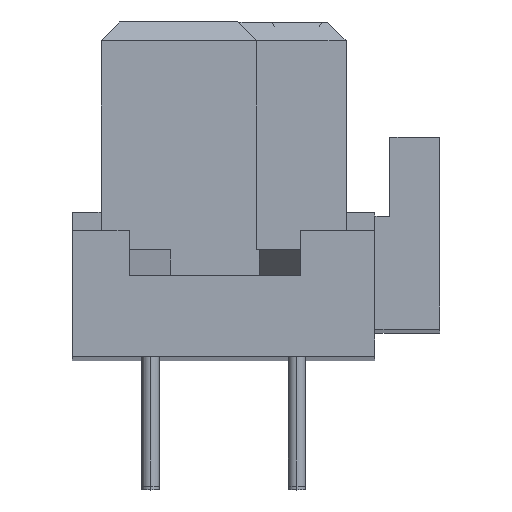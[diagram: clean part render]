
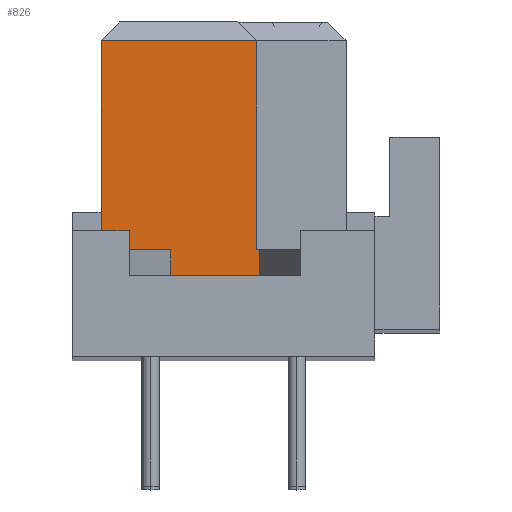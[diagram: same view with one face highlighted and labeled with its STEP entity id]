
A CAD part, top view. The second image highlights one B-rep face of the part: STEP entity #826.
In plain terms, the highlighted free-form (B-spline) face has degree [1, 1] with [2, 2] control points.
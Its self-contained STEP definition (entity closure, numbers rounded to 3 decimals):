
#826=ADVANCED_FACE('F23',(#1203),#1204,.T.);
#1203=FACE_OUTER_BOUND('',#2005,.T.);
#1204=B_SPLINE_SURFACE_WITH_KNOTS('',1,1,((#2006,#2007),(#2008,#2009)),.UNSPECIFIED.,.F.,.F.,.F.,(2,2),(2,2),(0.012,0.988),(0.132,0.788),.UNSPECIFIED.);
#2005=EDGE_LOOP('',(#3241,#3242,#3243,#3244,#3245,#3246,#3247,#3248));
#2006=CARTESIAN_POINT('',(0.999,10.951,89.95));
#2007=CARTESIAN_POINT('',(6.483,10.951,89.95));
#2008=CARTESIAN_POINT('',(0.999,2.799,89.95));
#2009=CARTESIAN_POINT('',(6.483,2.799,89.95));
#3241=ORIENTED_EDGE('',*,*,#4575,.T.);
#3242=ORIENTED_EDGE('',*,*,#4552,.T.);
#3243=ORIENTED_EDGE('',*,*,#4549,.T.);
#3244=ORIENTED_EDGE('',*,*,#4576,.T.);
#3245=ORIENTED_EDGE('',*,*,#4469,.T.);
#3246=ORIENTED_EDGE('',*,*,#4481,.F.);
#3247=ORIENTED_EDGE('',*,*,#4572,.F.);
#3248=ORIENTED_EDGE('',*,*,#4574,.T.);
#4469=EDGE_CURVE('E69',#5257,#5258,#5259,.T.);
#4481=EDGE_CURVE('E70',#5275,#5258,#5277,.T.);
#4549=EDGE_CURVE('E67',#5389,#5390,#5391,.T.);
#4552=EDGE_CURVE('E66',#5394,#5389,#5395,.T.);
#4572=EDGE_CURVE('E71',#5422,#5275,#5424,.T.);
#4574=EDGE_CURVE('E72',#5422,#5425,#5427,.T.);
#4575=EDGE_CURVE('E65',#5425,#5394,#5428,.T.);
#4576=EDGE_CURVE('E68',#5390,#5257,#5429,.T.);
#5257=VERTEX_POINT('V52',#6598);
#5258=VERTEX_POINT('V53',#6599);
#5259=B_SPLINE_CURVE_WITH_KNOTS('',1,(#6600,#6601),.UNSPECIFIED.,.F.,.F.,(2,2),(0.0,1.0),.UNSPECIFIED.);
#5275=VERTEX_POINT('V54',#6627);
#5277=B_SPLINE_CURVE_WITH_KNOTS('',1,(#6630,#6631),.UNSPECIFIED.,.F.,.F.,(2,2),(1.088,6.962),.UNSPECIFIED.);
#5389=VERTEX_POINT('V50',#6850);
#5390=VERTEX_POINT('V51',#6851);
#5391=B_SPLINE_CURVE_WITH_KNOTS('',1,(#6852,#6853),.UNSPECIFIED.,.F.,.F.,(2,2),(0.0,0.581),.UNSPECIFIED.);
#5394=VERTEX_POINT('V49',#6858);
#5395=B_SPLINE_CURVE_WITH_KNOTS('',1,(#6859,#6860),.UNSPECIFIED.,.F.,.F.,(2,2),(0.0,1.976),.UNSPECIFIED.);
#5422=VERTEX_POINT('V55',#6905);
#5424=B_SPLINE_CURVE_WITH_KNOTS('',1,(#6908,#6909),.UNSPECIFIED.,.F.,.F.,(2,2),(0.,1.0),.UNSPECIFIED.);
#5425=VERTEX_POINT('V48',#6910);
#5427=B_SPLINE_CURVE_WITH_KNOTS('',1,(#6913,#6914),.UNSPECIFIED.,.F.,.F.,(2,2),(0.138,0.472),.UNSPECIFIED.);
#5428=B_SPLINE_CURVE_WITH_KNOTS('',1,(#6915,#6916),.UNSPECIFIED.,.F.,.F.,(2,2),(0.0,0.581),.UNSPECIFIED.);
#5429=B_SPLINE_CURVE_WITH_KNOTS('',1,(#6917,#6918),.UNSPECIFIED.,.F.,.F.,(2,2),(0.973,1.0),.UNSPECIFIED.);
#6598=CARTESIAN_POINT('',(6.4,3.7,89.95));
#6599=CARTESIAN_POINT('',(6.4,10.95,89.95));
#6600=CARTESIAN_POINT('',(6.4,3.7,89.95));
#6601=CARTESIAN_POINT('',(6.4,10.95,89.95));
#6627=CARTESIAN_POINT('',(1.0,10.95,89.95));
#6630=CARTESIAN_POINT('',(1.0,10.95,89.95));
#6631=CARTESIAN_POINT('',(6.4,10.95,89.95));
#6850=CARTESIAN_POINT('',(6.482,2.8,89.95));
#6851=CARTESIAN_POINT('',(6.482,3.7,89.95));
#6852=CARTESIAN_POINT('',(6.482,2.8,89.95));
#6853=CARTESIAN_POINT('',(6.482,3.7,89.95));
#6858=CARTESIAN_POINT('',(3.418,2.8,89.95));
#6859=CARTESIAN_POINT('',(3.418,2.8,89.95));
#6860=CARTESIAN_POINT('',(6.482,2.8,89.95));
#6905=CARTESIAN_POINT('',(1.0,3.7,89.95));
#6908=CARTESIAN_POINT('',(1.,3.7,89.95));
#6909=CARTESIAN_POINT('',(1.0,10.95,89.95));
#6910=CARTESIAN_POINT('',(3.418,3.7,89.95));
#6913=CARTESIAN_POINT('',(1.0,3.7,89.95));
#6914=CARTESIAN_POINT('',(3.418,3.7,89.95));
#6915=CARTESIAN_POINT('',(3.418,3.7,89.95));
#6916=CARTESIAN_POINT('',(3.418,2.8,89.95));
#6917=CARTESIAN_POINT('',(6.482,3.7,89.95));
#6918=CARTESIAN_POINT('',(6.4,3.7,89.95));
